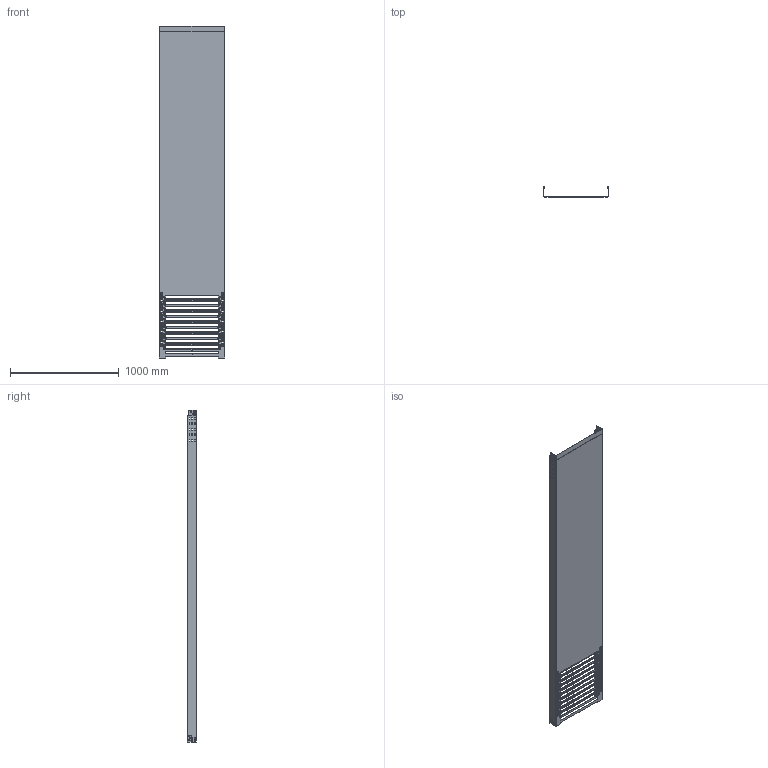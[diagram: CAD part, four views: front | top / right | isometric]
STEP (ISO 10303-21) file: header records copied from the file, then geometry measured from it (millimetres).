
FILE_DESCRIPTION (( 'STEP AP214' ), '1' );
FILE_NAME ('6059092.STEP', '2025-08-22T12:09:40', ( '' ), ( '' ), 'SwSTEP 2.0', 'SolidWorks 2024', '' );
FILE_SCHEMA (( 'AUTOMOTIVE_DESIGN' ));
Length unit declared in the file: millimetre
Products named in the file (1): 6059092
Bounding box: 603.5 x 87.5 x 3050 mm (x, y, z)
Volume: 2266314.7 mm3; surface area: 4564179.8 mm2
Topology: 1 solids, 1 shells, 2255 faces, 5847 edges, 3634 vertices
Faces by surface type: cylinder 922, plane 739, torus 384, cone 186, bspline 20, sphere 4
Entity records: 70050 total; most frequent: DIRECTION 12901, CARTESIAN_POINT 12471, ORIENTED_EDGE 11694, EDGE_CURVE 5847, AXIS2_PLACEMENT_3D 4872, VERTEX_POINT 3634, LINE 3157, VECTOR 3157
